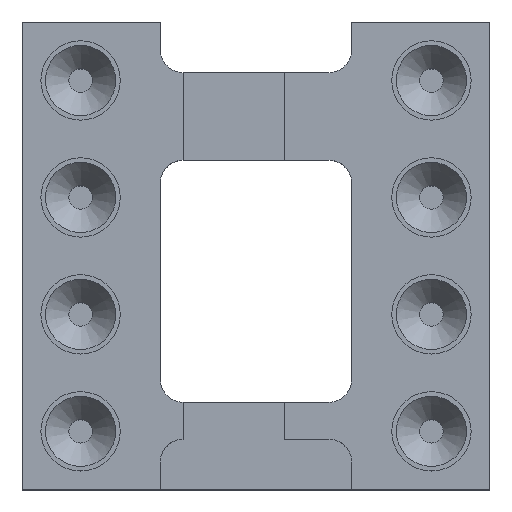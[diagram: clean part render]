
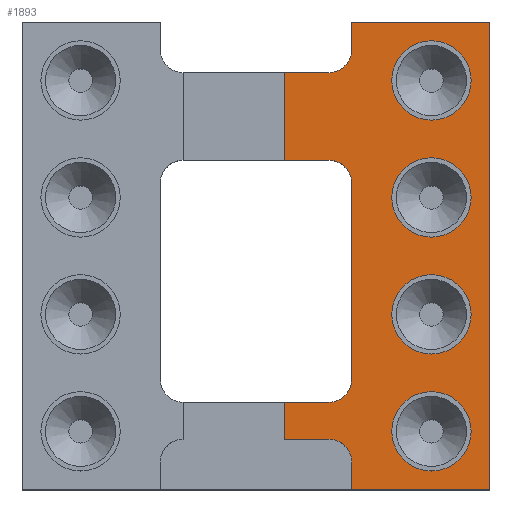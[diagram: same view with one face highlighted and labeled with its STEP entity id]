
A CAD part, top view. The second image highlights one B-rep face of the part: STEP entity #1893.
In plain terms, the highlighted planar face has unit normal (0, 0, 1).
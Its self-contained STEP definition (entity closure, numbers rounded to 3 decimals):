
#27=FACE_BOUND('',#332,.T.);
#28=FACE_BOUND('',#333,.T.);
#29=FACE_BOUND('',#334,.T.);
#30=FACE_BOUND('',#335,.T.);
#110=PLANE('',#2081);
#190=FACE_OUTER_BOUND('',#331,.T.);
#331=EDGE_LOOP('',(#1363,#1364,#1365,#1366,#1367,#1368,#1369,#1370,#1371,
#1372,#1373,#1374,#1375,#1376,#1377,#1378));
#332=EDGE_LOOP('',(#1379));
#333=EDGE_LOOP('',(#1380));
#334=EDGE_LOOP('',(#1381));
#335=EDGE_LOOP('',(#1382));
#481=LINE('',#2966,#611);
#502=LINE('',#3051,#632);
#503=LINE('',#3055,#633);
#504=LINE('',#3057,#634);
#505=LINE('',#3061,#635);
#506=LINE('',#3065,#636);
#507=LINE('',#3067,#637);
#508=LINE('',#3069,#638);
#509=LINE('',#3072,#639);
#510=LINE('',#3074,#640);
#511=LINE('',#3076,#641);
#512=LINE('',#3079,#642);
#611=VECTOR('',#2373,1.);
#632=VECTOR('',#2446,1.);
#633=VECTOR('',#2449,1.);
#634=VECTOR('',#2450,1.);
#635=VECTOR('',#2453,1.);
#636=VECTOR('',#2456,1.);
#637=VECTOR('',#2457,1.);
#638=VECTOR('',#2458,1.);
#639=VECTOR('',#2461,1.);
#640=VECTOR('',#2462,1.);
#641=VECTOR('',#2463,1.);
#642=VECTOR('',#2466,1.);
#762=CIRCLE('',#2082,0.5);
#763=CIRCLE('',#2083,0.5);
#764=CIRCLE('',#2084,0.5);
#765=CIRCLE('',#2085,0.5);
#766=CIRCLE('',#2086,0.862);
#767=CIRCLE('',#2087,0.862);
#768=CIRCLE('',#2088,0.862);
#769=CIRCLE('',#2089,0.862);
#859=VERTEX_POINT('',#2963);
#860=VERTEX_POINT('',#2965);
#898=VERTEX_POINT('',#3049);
#899=VERTEX_POINT('',#3053);
#900=VERTEX_POINT('',#3054);
#901=VERTEX_POINT('',#3056);
#902=VERTEX_POINT('',#3058);
#903=VERTEX_POINT('',#3060);
#904=VERTEX_POINT('',#3062);
#905=VERTEX_POINT('',#3064);
#906=VERTEX_POINT('',#3066);
#907=VERTEX_POINT('',#3068);
#908=VERTEX_POINT('',#3070);
#909=VERTEX_POINT('',#3073);
#910=VERTEX_POINT('',#3075);
#911=VERTEX_POINT('',#3077);
#912=VERTEX_POINT('',#3080);
#913=VERTEX_POINT('',#3082);
#914=VERTEX_POINT('',#3084);
#915=VERTEX_POINT('',#3086);
#1032=EDGE_CURVE('',#860,#859,#481,.T.);
#1075=EDGE_CURVE('',#859,#898,#502,.T.);
#1076=EDGE_CURVE('',#899,#900,#503,.T.);
#1077=EDGE_CURVE('',#901,#899,#504,.T.);
#1078=EDGE_CURVE('',#902,#901,#762,.T.);
#1079=EDGE_CURVE('',#903,#902,#505,.T.);
#1080=EDGE_CURVE('',#904,#903,#763,.T.);
#1081=EDGE_CURVE('',#905,#904,#506,.T.);
#1082=EDGE_CURVE('',#906,#905,#507,.T.);
#1083=EDGE_CURVE('',#906,#907,#508,.T.);
#1084=EDGE_CURVE('',#907,#908,#764,.T.);
#1085=EDGE_CURVE('',#908,#860,#509,.T.);
#1086=EDGE_CURVE('',#898,#909,#510,.T.);
#1087=EDGE_CURVE('',#910,#909,#511,.T.);
#1088=EDGE_CURVE('',#911,#910,#765,.T.);
#1089=EDGE_CURVE('',#900,#911,#512,.T.);
#1090=EDGE_CURVE('',#912,#912,#766,.T.);
#1091=EDGE_CURVE('',#913,#913,#767,.T.);
#1092=EDGE_CURVE('',#914,#914,#768,.T.);
#1093=EDGE_CURVE('',#915,#915,#769,.T.);
#1363=ORIENTED_EDGE('',*,*,#1076,.F.);
#1364=ORIENTED_EDGE('',*,*,#1077,.F.);
#1365=ORIENTED_EDGE('',*,*,#1078,.F.);
#1366=ORIENTED_EDGE('',*,*,#1079,.F.);
#1367=ORIENTED_EDGE('',*,*,#1080,.F.);
#1368=ORIENTED_EDGE('',*,*,#1081,.F.);
#1369=ORIENTED_EDGE('',*,*,#1082,.F.);
#1370=ORIENTED_EDGE('',*,*,#1083,.T.);
#1371=ORIENTED_EDGE('',*,*,#1084,.T.);
#1372=ORIENTED_EDGE('',*,*,#1085,.T.);
#1373=ORIENTED_EDGE('',*,*,#1032,.T.);
#1374=ORIENTED_EDGE('',*,*,#1075,.T.);
#1375=ORIENTED_EDGE('',*,*,#1086,.T.);
#1376=ORIENTED_EDGE('',*,*,#1087,.F.);
#1377=ORIENTED_EDGE('',*,*,#1088,.F.);
#1378=ORIENTED_EDGE('',*,*,#1089,.F.);
#1379=ORIENTED_EDGE('',*,*,#1090,.T.);
#1380=ORIENTED_EDGE('',*,*,#1091,.T.);
#1381=ORIENTED_EDGE('',*,*,#1092,.T.);
#1382=ORIENTED_EDGE('',*,*,#1093,.T.);
#1893=ADVANCED_FACE('',(#190,#27,#28,#29,#30),#110,.F.);
#2081=AXIS2_PLACEMENT_3D('',#3052,#2447,#2448);
#2082=AXIS2_PLACEMENT_3D('',#3059,#2451,#2452);
#2083=AXIS2_PLACEMENT_3D('',#3063,#2454,#2455);
#2084=AXIS2_PLACEMENT_3D('',#3071,#2459,#2460);
#2085=AXIS2_PLACEMENT_3D('',#3078,#2464,#2465);
#2086=AXIS2_PLACEMENT_3D('',#3081,#2467,#2468);
#2087=AXIS2_PLACEMENT_3D('',#3083,#2469,#2470);
#2088=AXIS2_PLACEMENT_3D('',#3085,#2471,#2472);
#2089=AXIS2_PLACEMENT_3D('',#3087,#2473,#2474);
#2373=DIRECTION('',(1.,0.,0.));
#2446=DIRECTION('',(0.,1.,0.));
#2447=DIRECTION('center_axis',(0.,0.,-1.));
#2448=DIRECTION('ref_axis',(0.,1.,0.));
#2449=DIRECTION('',(0.,1.,0.));
#2450=DIRECTION('',(-1.,0.,0.));
#2451=DIRECTION('center_axis',(0.,0.,1.));
#2452=DIRECTION('ref_axis',(1.,0.,0.));
#2453=DIRECTION('',(0.,1.,0.));
#2454=DIRECTION('center_axis',(0.,0.,1.));
#2455=DIRECTION('ref_axis',(0.,-1.,0.));
#2456=DIRECTION('',(1.,0.,0.));
#2457=DIRECTION('',(0.,1.,0.));
#2458=DIRECTION('',(1.,0.,0.));
#2459=DIRECTION('center_axis',(0.,0.,-1.));
#2460=DIRECTION('ref_axis',(0.,1.,0.));
#2461=DIRECTION('',(0.,-1.,0.));
#2462=DIRECTION('',(-1.,0.,0.));
#2463=DIRECTION('',(0.,1.,0.));
#2464=DIRECTION('center_axis',(0.,0.,1.));
#2465=DIRECTION('ref_axis',(0.,-1.,0.));
#2466=DIRECTION('',(1.,0.,0.));
#2467=DIRECTION('center_axis',(0.,0.,-1.));
#2468=DIRECTION('ref_axis',(0.,-1.,0.));
#2469=DIRECTION('center_axis',(0.,0.,-1.));
#2470=DIRECTION('ref_axis',(0.,-1.,0.));
#2471=DIRECTION('center_axis',(0.,0.,-1.));
#2472=DIRECTION('ref_axis',(0.,-1.,0.));
#2473=DIRECTION('center_axis',(0.,0.,-1.));
#2474=DIRECTION('ref_axis',(0.,-1.,0.));
#2963=CARTESIAN_POINT('',(8.89,-8.89,3.967));
#2965=CARTESIAN_POINT('',(5.89,-8.89,3.967));
#2966=CARTESIAN_POINT('',(-1.27,-8.89,3.967));
#3049=CARTESIAN_POINT('',(8.89,1.27,3.967));
#3051=CARTESIAN_POINT('',(8.89,-8.89,3.967));
#3052=CARTESIAN_POINT('Origin',(-1.27,1.27,3.967));
#3053=CARTESIAN_POINT('',(4.43,-1.73,3.967));
#3054=CARTESIAN_POINT('',(4.43,0.17,3.967));
#3055=CARTESIAN_POINT('',(4.43,-8.89,3.967));
#3056=CARTESIAN_POINT('',(5.39,-1.73,3.967));
#3057=CARTESIAN_POINT('',(5.39,-1.73,3.967));
#3058=CARTESIAN_POINT('',(5.89,-2.23,3.967));
#3059=CARTESIAN_POINT('Origin',(5.39,-2.23,3.967));
#3060=CARTESIAN_POINT('',(5.89,-6.49,3.967));
#3061=CARTESIAN_POINT('',(5.89,-6.49,3.967));
#3062=CARTESIAN_POINT('',(5.39,-6.99,3.967));
#3063=CARTESIAN_POINT('Origin',(5.39,-6.49,3.967));
#3064=CARTESIAN_POINT('',(4.43,-6.99,3.967));
#3065=CARTESIAN_POINT('',(2.23,-6.99,3.967));
#3066=CARTESIAN_POINT('',(4.43,-7.79,3.967));
#3067=CARTESIAN_POINT('',(4.43,-8.89,3.967));
#3068=CARTESIAN_POINT('',(5.39,-7.79,3.967));
#3069=CARTESIAN_POINT('',(2.23,-7.79,3.967));
#3070=CARTESIAN_POINT('',(5.89,-8.29,3.967));
#3071=CARTESIAN_POINT('Origin',(5.39,-8.29,3.967));
#3072=CARTESIAN_POINT('',(5.89,-8.29,3.967));
#3073=CARTESIAN_POINT('',(5.89,1.27,3.967));
#3074=CARTESIAN_POINT('',(8.89,1.27,3.967));
#3075=CARTESIAN_POINT('',(5.89,0.67,3.967));
#3076=CARTESIAN_POINT('',(5.89,0.67,3.967));
#3077=CARTESIAN_POINT('',(5.39,0.17,3.967));
#3078=CARTESIAN_POINT('Origin',(5.39,0.67,3.967));
#3079=CARTESIAN_POINT('',(2.23,0.17,3.967));
#3080=CARTESIAN_POINT('',(7.62,-4.218,3.967));
#3081=CARTESIAN_POINT('Origin',(7.62,-5.08,3.967));
#3082=CARTESIAN_POINT('',(7.62,-1.678,3.967));
#3083=CARTESIAN_POINT('Origin',(7.62,-2.54,3.967));
#3084=CARTESIAN_POINT('',(7.62,0.862,3.967));
#3085=CARTESIAN_POINT('Origin',(7.62,0.,3.967));
#3086=CARTESIAN_POINT('',(7.62,-6.758,3.967));
#3087=CARTESIAN_POINT('Origin',(7.62,-7.62,3.967));
